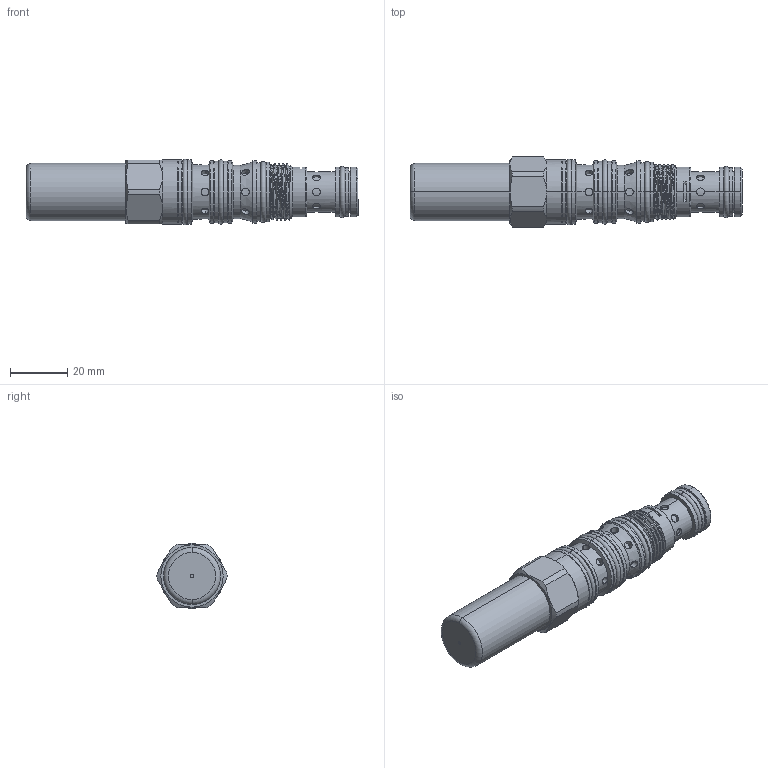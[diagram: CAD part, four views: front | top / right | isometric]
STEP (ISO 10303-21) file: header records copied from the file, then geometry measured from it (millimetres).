
FILE_DESCRIPTION (( 'STEP AP203' ), '1' );
FILE_NAME ('PD21A40-C.STEP', '2024-06-04T03:04:52', ( '' ), ( '' ), 'SwSTEP 2.0', 'SolidWorks 2018', '' );
FILE_SCHEMA (( 'CONFIG_CONTROL_DESIGN' ));
Length unit declared in the file: millimetre
Products named in the file (1): PD21A40-C
Bounding box: 116.35 x 24.59 x 22.97 mm (x, y, z)
Volume: 35919.9 mm3; surface area: 10133.2 mm2
Topology: 1 solids, 1 shells, 265 faces, 607 edges, 388 vertices
Faces by surface type: cylinder 161, plane 43, cone 42, torus 16, bspline 3
Entity records: 10859 total; most frequent: CARTESIAN_POINT 4928, DIRECTION 1211, ORIENTED_EDGE 1210, EDGE_CURVE 605, AXIS2_PLACEMENT_3D 510, VERTEX_POINT 388, EDGE_LOOP 311, FACE_OUTER_BOUND 265
